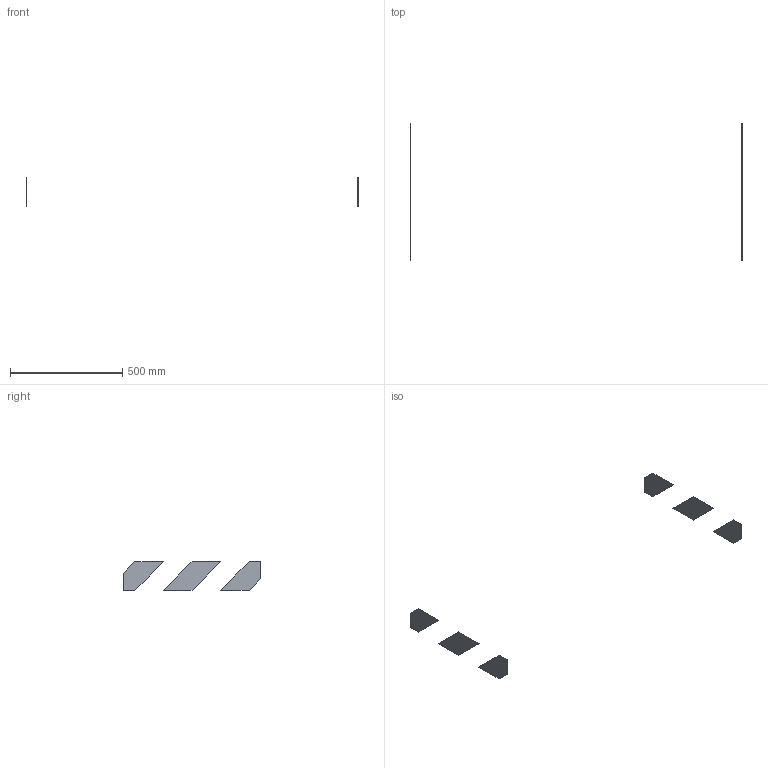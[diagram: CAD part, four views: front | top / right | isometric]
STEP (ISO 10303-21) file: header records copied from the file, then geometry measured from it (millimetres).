
FILE_DESCRIPTION( ( '' ), ' ' );
FILE_NAME( '5da816d22a7f9914d7d1e5d1.step', '2019-10-17T07:22:58', ( '' ), ( '' ), ' ', ' ', ' ' );
FILE_SCHEMA( ( 'AUTOMOTIVE_DESIGN { 1 0 10303 214 1 1 1 1 }' ) );
Length unit declared in the file: metre
Products named in the file (6): Part 42; Part 40; Part 41; Part 34; Part 33; Part 35
Bounding box: 1475.74 x 609.6 x 127 mm (x, y, z)
Volume: 108154.6 mm3; surface area: 174447.5 mm2
Topology: 6 solids, 6 shells, 40 faces, 84 edges, 56 vertices
Faces by surface type: plane 40
Entity records: 1434 total; most frequent: CARTESIAN_POINT 186, DIRECTION 176, ORIENTED_EDGE 168, EDGE_CURVE 84, LINE 84, VECTOR 84, VERTEX_POINT 56, AXIS2_PLACEMENT_3D 46
